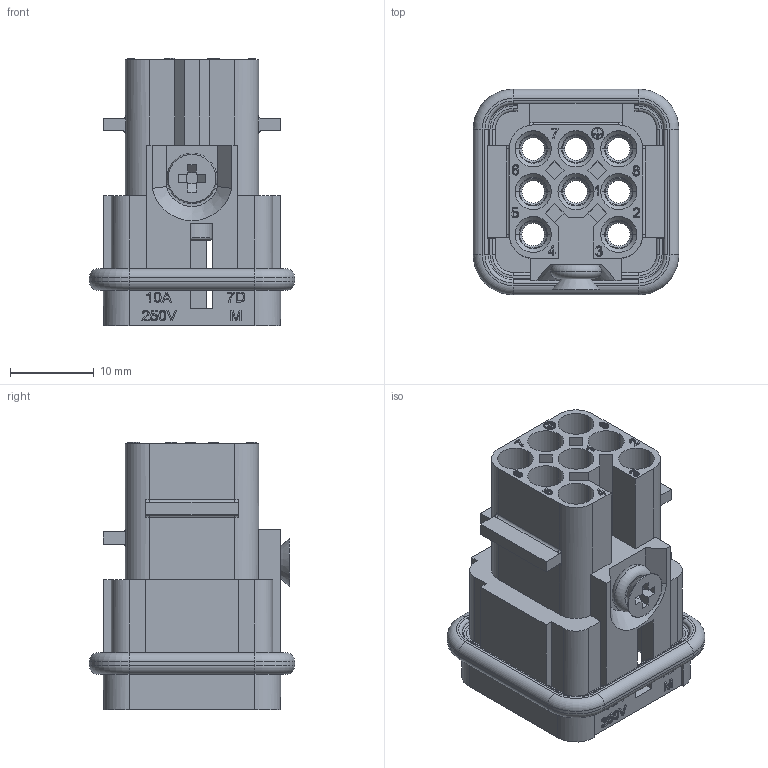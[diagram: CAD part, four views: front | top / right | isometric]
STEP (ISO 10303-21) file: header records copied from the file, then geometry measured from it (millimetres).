
FILE_DESCRIPTION(/* description */ (''),/* implementation_level */ '2;1');
FILE_NAME(/* name */ 'HD-007-MC.stp',/* time_stamp */ '2023-03-21T17:00:11+08:00',/* author */ (''),/* organization */ (''),/* preprocessor_version */ 'ST-DEVELOPER v16',/* originating_system */ 'SIEMENS PLM Software NX 10.0',/* authorisation */ '');
FILE_SCHEMA (('CONFIG_CONTROL_DESIGN'));
Length unit declared in the file: millimetre
Products named in the file (1): HD-007-MC
Bounding box: 24.5 x 24.5 x 31.85 mm (x, y, z)
Volume: 5278.5 mm3; surface area: 7064 mm2
Topology: 1 solids, 3 shells, 748 faces, 1936 edges, 1239 vertices
Faces by surface type: plane 354, cylinder 173, extrusion 103, torus 67, cone 50, sphere 1
Full cylindrical faces by diameter (mm): 1.217 x2, 1.427 x2, 2.6 x2, 5.7 x1
Entity records: 27269 total; most frequent: CARTESIAN_POINT 9257, ORIENTED_EDGE 3806, DIRECTION 3439, EDGE_CURVE 1903, VERTEX_POINT 1225, VECTOR 1211, AXIS2_PLACEMENT_3D 1114, LINE 1108
